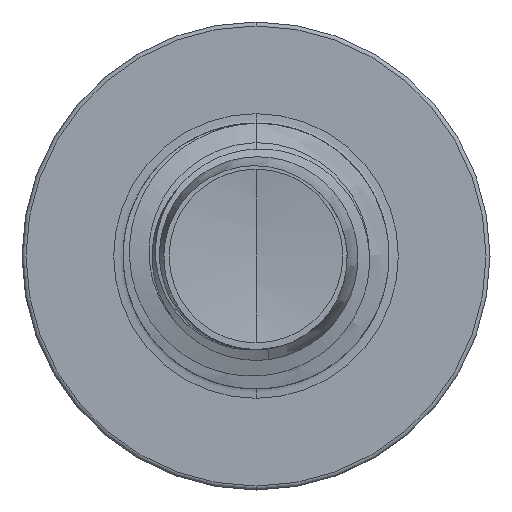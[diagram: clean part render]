
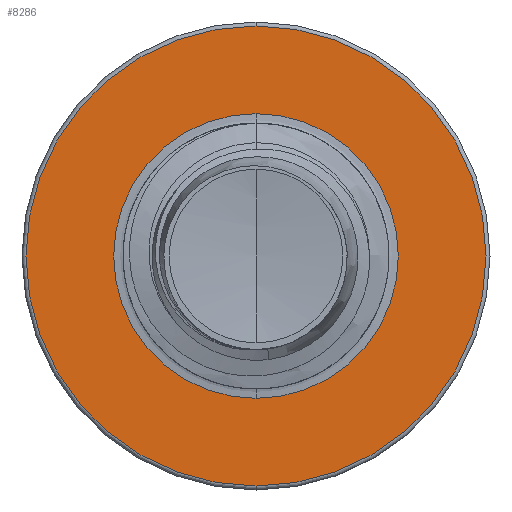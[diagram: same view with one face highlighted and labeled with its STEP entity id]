
A CAD part, front view. The second image highlights one B-rep face of the part: STEP entity #8286.
In plain terms, the highlighted planar face has unit normal (0, -1, 0).
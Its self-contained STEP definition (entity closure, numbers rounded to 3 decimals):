
#3088 = CARTESIAN_POINT ( 'NONE',  ( 0., 27.5, 0. ) ) ;
#3801 = CARTESIAN_POINT ( 'NONE',  ( 0., 27.5, 0. ) ) ;
#6314 = DIRECTION ( 'NONE',  ( 0., 0., 1. ) ) ;
#6751 = CIRCLE ( 'NONE', #7984, 2.677 ) ;
#6809 = VERTEX_POINT ( 'NONE', #31093 ) ;
#7016 = DIRECTION ( 'NONE',  ( 0., 0., 1. ) ) ;
#7984 = AXIS2_PLACEMENT_3D ( 'NONE', #33655, #15589, #36668 ) ;
#8286 = ADVANCED_FACE ( 'NONE', ( #28432, #15094 ), #31513, .F. ) ;
#8616 = CIRCLE ( 'NONE', #31898, 4.325 ) ;
#9794 = AXIS2_PLACEMENT_3D ( 'NONE', #10137, #34466, #16457 ) ;
#9985 = VERTEX_POINT ( 'NONE', #18479 ) ;
#10137 = CARTESIAN_POINT ( 'NONE',  ( 0., 27.5, -2.677 ) ) ;
#10713 = ORIENTED_EDGE ( 'NONE', *, *, #23844, .T. ) ;
#10793 = VERTEX_POINT ( 'NONE', #36827 ) ;
#11204 = EDGE_LOOP ( 'NONE', ( #28076, #12742 ) ) ;
#11922 = ORIENTED_EDGE ( 'NONE', *, *, #16467, .T. ) ;
#12015 = CIRCLE ( 'NONE', #25156, 2.677 ) ;
#12742 = ORIENTED_EDGE ( 'NONE', *, *, #16478, .F. ) ;
#15094 = FACE_BOUND ( 'NONE', #27674, .T. ) ;
#15589 = DIRECTION ( 'NONE',  ( 0., 1., 0. ) ) ;
#16457 = DIRECTION ( 'NONE',  ( 0., 0., 1. ) ) ;
#16467 = EDGE_CURVE ( 'NONE', #10793, #22589, #6751, .T. ) ;
#16478 = EDGE_CURVE ( 'NONE', #6809, #9985, #23197, .T. ) ;
#18479 = CARTESIAN_POINT ( 'NONE',  ( 0., 27.5, 4.325 ) ) ;
#18536 = DIRECTION ( 'NONE',  ( 0., 1., 0. ) ) ;
#22589 = VERTEX_POINT ( 'NONE', #35708 ) ;
#22738 = EDGE_CURVE ( 'NONE', #9985, #6809, #8616, .T. ) ;
#23197 = CIRCLE ( 'NONE', #29086, 4.325 ) ;
#23844 = EDGE_CURVE ( 'NONE', #22589, #10793, #12015, .T. ) ;
#24804 = DIRECTION ( 'NONE',  ( 0., 1., 0. ) ) ;
#25156 = AXIS2_PLACEMENT_3D ( 'NONE', #3801, #25484, #7016 ) ;
#25484 = DIRECTION ( 'NONE',  ( 0., 1., 0. ) ) ;
#27674 = EDGE_LOOP ( 'NONE', ( #11922, #10713 ) ) ;
#28076 = ORIENTED_EDGE ( 'NONE', *, *, #22738, .F. ) ;
#28432 = FACE_OUTER_BOUND ( 'NONE', #11204, .T. ) ;
#29086 = AXIS2_PLACEMENT_3D ( 'NONE', #3088, #24804, #6314 ) ;
#31093 = CARTESIAN_POINT ( 'NONE',  ( 0., 27.5, -4.325 ) ) ;
#31513 = PLANE ( 'NONE',  #9794 ) ;
#31898 = AXIS2_PLACEMENT_3D ( 'NONE', #36503, #18536, #39579 ) ;
#33655 = CARTESIAN_POINT ( 'NONE',  ( 0., 27.5, 0. ) ) ;
#34466 = DIRECTION ( 'NONE',  ( 0., 1., 0. ) ) ;
#35708 = CARTESIAN_POINT ( 'NONE',  ( 0., 27.5, -2.677 ) ) ;
#36503 = CARTESIAN_POINT ( 'NONE',  ( 0., 27.5, 0. ) ) ;
#36668 = DIRECTION ( 'NONE',  ( 0., 0., 1. ) ) ;
#36827 = CARTESIAN_POINT ( 'NONE',  ( 0., 27.5, 2.677 ) ) ;
#39579 = DIRECTION ( 'NONE',  ( 0., 0., 1. ) ) ;
